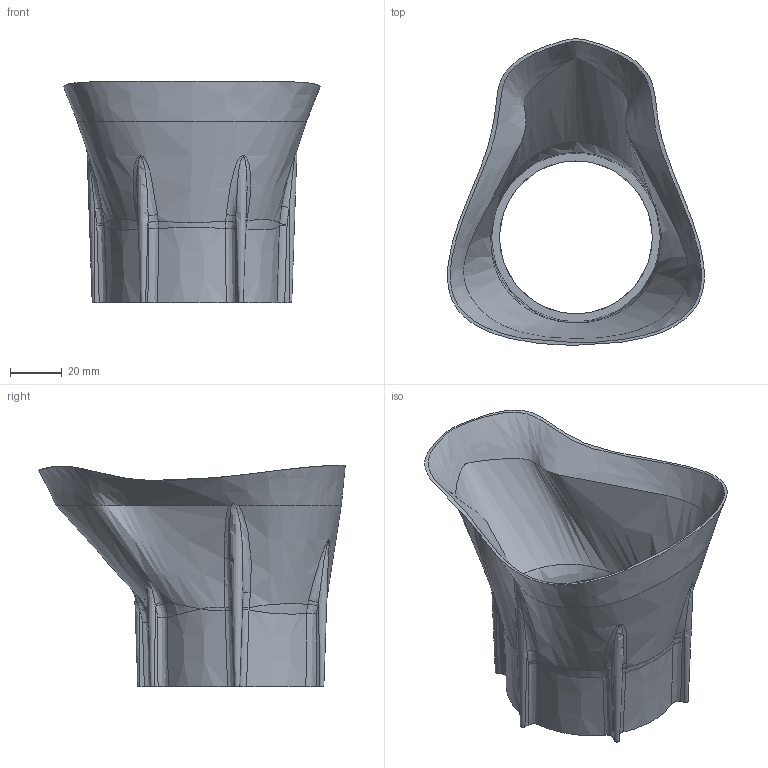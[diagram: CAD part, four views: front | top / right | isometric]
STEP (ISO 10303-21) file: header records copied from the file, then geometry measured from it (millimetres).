
FILE_DESCRIPTION(/* description */ (''),/* implementation_level */ '2;1');
FILE_NAME(/* name */ 'IM Mask Size L no-threads v12.step',/* time_stamp */ '2020-03-21T17:09:11-04:00',/* author */ (''),/* organization */ (''),/* preprocessor_version */ 'ST-DEVELOPER v18',/* originating_system */ 'Autodesk Translation Framework v8.12.0.6',/* authorisation */ '');
FILE_SCHEMA (('AUTOMOTIVE_DESIGN { 1 0 10303 214 3 1 1 }'));
Length unit declared in the file: millimetre
Products named in the file (2): IM Mask; Mask
Assembly tree (1 placements, depth 2):
  IM Mask
    Mask
Bounding box: 99.04 x 118.27 x 85.34 mm (x, y, z)
Volume: 39418.4 mm3; surface area: 47548.3 mm2
Topology: 1 solids, 1 shells, 102 faces, 273 edges, 162 vertices
Faces by surface type: bspline 70, plane 16, cone 16
Entity records: 7701 total; most frequent: CARTESIAN_POINT 5689, ORIENTED_EDGE 522, EDGE_CURVE 261, DIRECTION 219, B_SPLINE_CURVE_WITH_KNOTS 171, VERTEX_POINT 162, EDGE_LOOP 105, FACE_OUTER_BOUND 102
